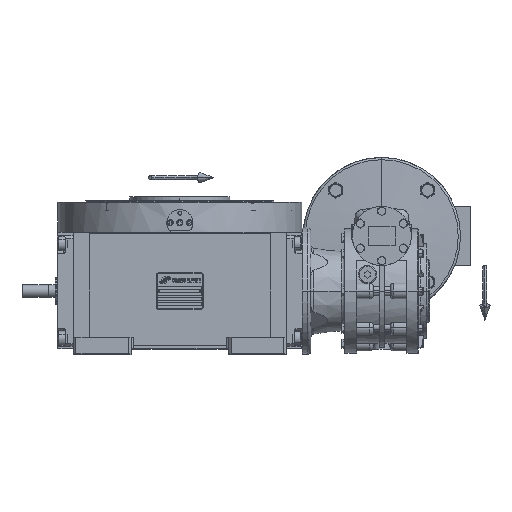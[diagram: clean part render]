
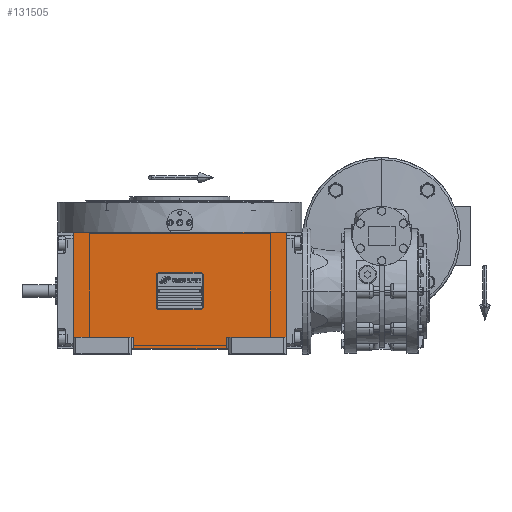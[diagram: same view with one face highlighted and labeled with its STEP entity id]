
A CAD part, top view. The second image highlights one B-rep face of the part: STEP entity #131505.
In plain terms, the highlighted planar face has unit normal (0, 0, 1).
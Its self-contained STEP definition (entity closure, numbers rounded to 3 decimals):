
#613 = VERTEX_POINT ( 'NONE', #76663 ) ;
#1454 = EDGE_LOOP ( 'NONE', ( #8963, #67928, #40477, #120133, #107476, #127333, #69002, #99354 ) ) ;
#5482 = AXIS2_PLACEMENT_3D ( 'NONE', #98932, #78587, #25299 ) ;
#6608 = EDGE_CURVE ( 'NONE', #134283, #81272, #47839, .T. ) ;
#7800 = CARTESIAN_POINT ( 'NONE',  ( -135., -59., 226. ) ) ;
#8963 = ORIENTED_EDGE ( 'NONE', *, *, #33248, .T. ) ;
#14021 = EDGE_CURVE ( 'NONE', #101417, #114796, #20422, .T. ) ;
#14383 = LINE ( 'NONE', #132943, #32318 ) ;
#15034 = CARTESIAN_POINT ( 'NONE',  ( 135., 75., 226. ) ) ;
#15270 = EDGE_CURVE ( 'NONE', #114796, #64473, #110839, .T. ) ;
#20422 = LINE ( 'NONE', #7800, #52378 ) ;
#25299 = DIRECTION ( 'NONE',  ( 1., 0., 0. ) ) ;
#25391 = CARTESIAN_POINT ( 'NONE',  ( -59., -73., 226. ) ) ;
#26083 = DIRECTION ( 'NONE',  ( 1., 0., 0. ) ) ;
#26946 = CARTESIAN_POINT ( 'NONE',  ( 59., -59., 226. ) ) ;
#32318 = VECTOR ( 'NONE', #112578, 1000. ) ;
#33248 = EDGE_CURVE ( 'NONE', #134283, #613, #89198, .T. ) ;
#34074 = VECTOR ( 'NONE', #138457, 1000. ) ;
#38655 = CARTESIAN_POINT ( 'NONE',  ( -59., -59., 226. ) ) ;
#40477 = ORIENTED_EDGE ( 'NONE', *, *, #89421, .T. ) ;
#43745 = CARTESIAN_POINT ( 'NONE',  ( -135., 75., 226. ) ) ;
#46365 = PLANE ( 'NONE',  #5482 ) ;
#47839 = LINE ( 'NONE', #131981, #124736 ) ;
#52378 = VECTOR ( 'NONE', #137578, 1000. ) ;
#52468 = CARTESIAN_POINT ( 'NONE',  ( -135., -59., 226. ) ) ;
#57812 = DIRECTION ( 'NONE',  ( 0., -1., 0. ) ) ;
#58340 = DIRECTION ( 'NONE',  ( 0., 1., 0. ) ) ;
#61840 = CARTESIAN_POINT ( 'NONE',  ( 135., -59., 226. ) ) ;
#63226 = LINE ( 'NONE', #61840, #76812 ) ;
#64473 = VERTEX_POINT ( 'NONE', #15034 ) ;
#65918 = CARTESIAN_POINT ( 'NONE',  ( -135., 75., 226. ) ) ;
#67928 = ORIENTED_EDGE ( 'NONE', *, *, #71014, .F. ) ;
#69002 = ORIENTED_EDGE ( 'NONE', *, *, #85919, .T. ) ;
#71014 = EDGE_CURVE ( 'NONE', #130239, #613, #74679, .T. ) ;
#74679 = LINE ( 'NONE', #26946, #134202 ) ;
#76663 = CARTESIAN_POINT ( 'NONE',  ( 59., -73., 226. ) ) ;
#76812 = VECTOR ( 'NONE', #136904, 1000. ) ;
#78587 = DIRECTION ( 'NONE',  ( 0., 0., 1. ) ) ;
#81272 = VERTEX_POINT ( 'NONE', #38655 ) ;
#84669 = VECTOR ( 'NONE', #26083, 1000. ) ;
#85919 = EDGE_CURVE ( 'NONE', #101417, #81272, #14383, .T. ) ;
#86775 = VECTOR ( 'NONE', #123974, 1000. ) ;
#88991 = CARTESIAN_POINT ( 'NONE',  ( -59., -73., 226. ) ) ;
#89198 = LINE ( 'NONE', #25391, #84669 ) ;
#89421 = EDGE_CURVE ( 'NONE', #130239, #103324, #123305, .T. ) ;
#98932 = CARTESIAN_POINT ( 'NONE',  ( -135., -73., 226. ) ) ;
#99354 = ORIENTED_EDGE ( 'NONE', *, *, #6608, .F. ) ;
#99611 = FACE_OUTER_BOUND ( 'NONE', #1454, .T. ) ;
#101301 = CARTESIAN_POINT ( 'NONE',  ( 135., -59., 226. ) ) ;
#101417 = VERTEX_POINT ( 'NONE', #52468 ) ;
#103324 = VERTEX_POINT ( 'NONE', #101301 ) ;
#107476 = ORIENTED_EDGE ( 'NONE', *, *, #15270, .F. ) ;
#110839 = LINE ( 'NONE', #43745, #34074 ) ;
#112578 = DIRECTION ( 'NONE',  ( 1., 0., 0. ) ) ;
#114796 = VERTEX_POINT ( 'NONE', #65918 ) ;
#118242 = EDGE_CURVE ( 'NONE', #103324, #64473, #63226, .T. ) ;
#120133 = ORIENTED_EDGE ( 'NONE', *, *, #118242, .T. ) ;
#121203 = CARTESIAN_POINT ( 'NONE',  ( 59., -59., 226. ) ) ;
#121523 = CARTESIAN_POINT ( 'NONE',  ( 59., -59., 226. ) ) ;
#123305 = LINE ( 'NONE', #121203, #86775 ) ;
#123974 = DIRECTION ( 'NONE',  ( 1., 0., 0. ) ) ;
#124736 = VECTOR ( 'NONE', #58340, 1000. ) ;
#127333 = ORIENTED_EDGE ( 'NONE', *, *, #14021, .F. ) ;
#130239 = VERTEX_POINT ( 'NONE', #121523 ) ;
#131505 = ADVANCED_FACE ( 'NONE', ( #99611 ), #46365, .T. ) ;
#131981 = CARTESIAN_POINT ( 'NONE',  ( -59., -73., 226. ) ) ;
#132943 = CARTESIAN_POINT ( 'NONE',  ( -135., -59., 226. ) ) ;
#134202 = VECTOR ( 'NONE', #57812, 1000. ) ;
#134283 = VERTEX_POINT ( 'NONE', #88991 ) ;
#136904 = DIRECTION ( 'NONE',  ( 0., 1., 0. ) ) ;
#137578 = DIRECTION ( 'NONE',  ( 0., 1., 0. ) ) ;
#138457 = DIRECTION ( 'NONE',  ( 1., 0., 0. ) ) ;
